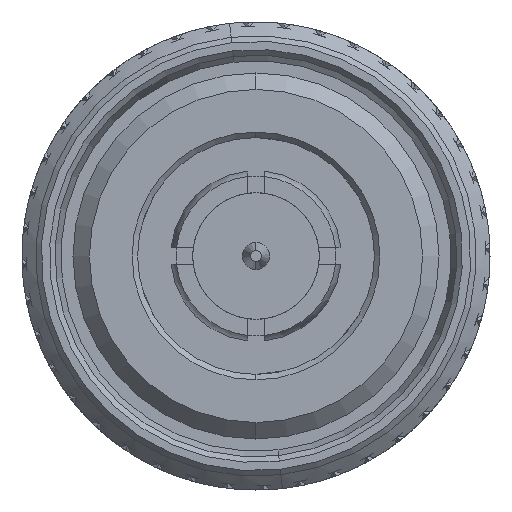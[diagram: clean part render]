
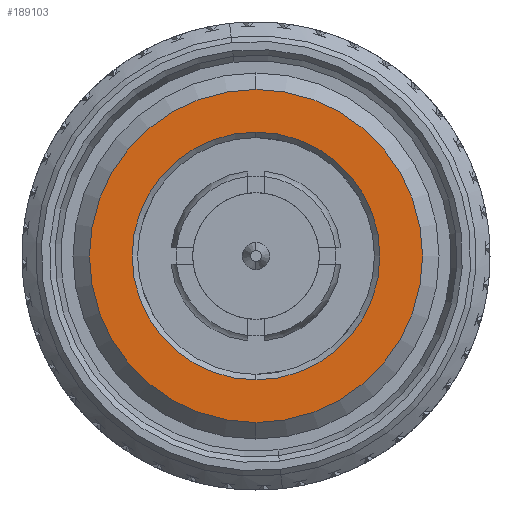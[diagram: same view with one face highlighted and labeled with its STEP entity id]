
A CAD part, left-side view. The second image highlights one B-rep face of the part: STEP entity #189103.
In plain terms, the highlighted planar face has unit normal (-1, 0, 0).
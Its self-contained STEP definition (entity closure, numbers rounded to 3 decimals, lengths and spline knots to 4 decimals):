
#6011 = PLANE ( 'NONE',  #99611 ) ;
#7133 = VERTEX_POINT ( 'NONE', #110127 ) ;
#9355 = EDGE_CURVE ( 'NONE', #7133, #103309, #119984, .T. ) ;
#12221 = EDGE_LOOP ( 'NONE', ( #28763, #75763 ) ) ;
#13472 = DIRECTION ( 'NONE',  ( 0., 0., 1. ) ) ;
#20322 = ORIENTED_EDGE ( 'NONE', *, *, #82835, .T. ) ;
#22131 = DIRECTION ( 'NONE',  ( 1., 0., 0. ) ) ;
#23212 = DIRECTION ( 'NONE',  ( 0., 0., 1. ) ) ;
#25235 = AXIS2_PLACEMENT_3D ( 'NONE', #188525, #204158, #137177 ) ;
#28763 = ORIENTED_EDGE ( 'NONE', *, *, #163717, .T. ) ;
#35583 = CARTESIAN_POINT ( 'NONE',  ( 0., 0., 0. ) ) ;
#42610 = AXIS2_PLACEMENT_3D ( 'NONE', #35583, #22131, #23212 ) ;
#44125 = EDGE_LOOP ( 'NONE', ( #131546, #20322 ) ) ;
#50237 = CARTESIAN_POINT ( 'NONE',  ( 0., 0., 3.025 ) ) ;
#73987 = CARTESIAN_POINT ( 'NONE',  ( 0., 2.15, 0. ) ) ;
#75763 = ORIENTED_EDGE ( 'NONE', *, *, #196827, .T. ) ;
#82835 = EDGE_CURVE ( 'NONE', #103309, #7133, #176538, .T. ) ;
#92636 = VERTEX_POINT ( 'NONE', #162505 ) ;
#93593 = DIRECTION ( 'NONE',  ( -1., 0., 0. ) ) ;
#99611 = AXIS2_PLACEMENT_3D ( 'NONE', #73987, #178829, #177719 ) ;
#99895 = CARTESIAN_POINT ( 'NONE',  ( 0., 0., -2.25 ) ) ;
#103309 = VERTEX_POINT ( 'NONE', #50237 ) ;
#103589 = CIRCLE ( 'NONE', #25235, 2.25 ) ;
#106643 = CIRCLE ( 'NONE', #42610, 2.25 ) ;
#110127 = CARTESIAN_POINT ( 'NONE',  ( 0., 0., -3.025 ) ) ;
#114924 = VERTEX_POINT ( 'NONE', #99895 ) ;
#118776 = FACE_BOUND ( 'NONE', #12221, .T. ) ;
#119984 = CIRCLE ( 'NONE', #148443, 3.025 ) ;
#130230 = AXIS2_PLACEMENT_3D ( 'NONE', #149340, #93593, #217401 ) ;
#131546 = ORIENTED_EDGE ( 'NONE', *, *, #9355, .T. ) ;
#137177 = DIRECTION ( 'NONE',  ( 0., 0., 1. ) ) ;
#148443 = AXIS2_PLACEMENT_3D ( 'NONE', #199737, #184099, #13472 ) ;
#149340 = CARTESIAN_POINT ( 'NONE',  ( 0., 0., 0. ) ) ;
#162505 = CARTESIAN_POINT ( 'NONE',  ( 0., 0., 2.25 ) ) ;
#163717 = EDGE_CURVE ( 'NONE', #92636, #114924, #106643, .T. ) ;
#176538 = CIRCLE ( 'NONE', #130230, 3.025 ) ;
#177719 = DIRECTION ( 'NONE',  ( 0., 0., 1. ) ) ;
#178829 = DIRECTION ( 'NONE',  ( -1., 0., 0. ) ) ;
#184099 = DIRECTION ( 'NONE',  ( -1., 0., 0. ) ) ;
#186796 = FACE_OUTER_BOUND ( 'NONE', #44125, .T. ) ;
#188525 = CARTESIAN_POINT ( 'NONE',  ( 0., 0., 0. ) ) ;
#189103 = ADVANCED_FACE ( 'NONE', ( #118776, #186796 ), #6011, .T. ) ;
#196827 = EDGE_CURVE ( 'NONE', #114924, #92636, #103589, .T. ) ;
#199737 = CARTESIAN_POINT ( 'NONE',  ( 0., 0., 0. ) ) ;
#204158 = DIRECTION ( 'NONE',  ( 1., 0., 0. ) ) ;
#217401 = DIRECTION ( 'NONE',  ( 0., 0., 1. ) ) ;
